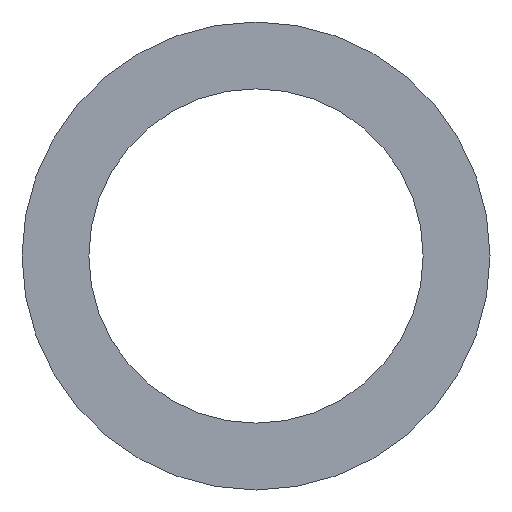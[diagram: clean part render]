
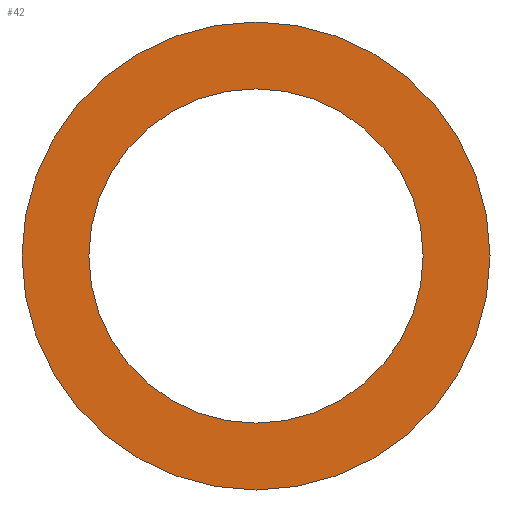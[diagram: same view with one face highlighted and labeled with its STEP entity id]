
A CAD part, front view. The second image highlights one B-rep face of the part: STEP entity #42.
In plain terms, the highlighted planar face has unit normal (0, -1, 0).
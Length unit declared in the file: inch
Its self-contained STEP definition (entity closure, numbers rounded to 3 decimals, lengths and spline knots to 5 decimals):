
#8 = DIRECTION ( 'NONE',  ( 0., 1., 0. ) ) ;
#9 = DIRECTION ( 'NONE',  ( 0., 1., 0. ) ) ;
#10 = DIRECTION ( 'NONE',  ( 0., 1., 0. ) ) ;
#15 = CIRCLE ( 'NONE', #93, 0.4375 ) ;
#21 = CARTESIAN_POINT ( 'NONE',  ( 0., 0., -0.3125 ) ) ;
#25 = DIRECTION ( 'NONE',  ( 0., 1., 0. ) ) ;
#30 = EDGE_CURVE ( 'NONE', #122, #72, #180, .T. ) ;
#32 = CARTESIAN_POINT ( 'NONE',  ( 0., 0., 0. ) ) ;
#41 = AXIS2_PLACEMENT_3D ( 'NONE', #116, #214, #73 ) ;
#42 = ADVANCED_FACE ( 'NONE', ( #196, #55 ), #162, .F. ) ;
#54 = ORIENTED_EDGE ( 'NONE', *, *, #223, .F. ) ;
#55 = FACE_OUTER_BOUND ( 'NONE', #114, .T. ) ;
#62 = EDGE_CURVE ( 'NONE', #72, #122, #205, .T. ) ;
#72 = VERTEX_POINT ( 'NONE', #21 ) ;
#73 = DIRECTION ( 'NONE',  ( 0., 0., 1. ) ) ;
#78 = AXIS2_PLACEMENT_3D ( 'NONE', #218, #9, #105 ) ;
#93 = AXIS2_PLACEMENT_3D ( 'NONE', #219, #25, #184 ) ;
#105 = DIRECTION ( 'NONE',  ( 0., 0., 1. ) ) ;
#114 = EDGE_LOOP ( 'NONE', ( #193, #54 ) ) ;
#116 = CARTESIAN_POINT ( 'NONE',  ( 0., 0., 0. ) ) ;
#121 = AXIS2_PLACEMENT_3D ( 'NONE', #129, #10, #153 ) ;
#122 = VERTEX_POINT ( 'NONE', #206 ) ;
#129 = CARTESIAN_POINT ( 'NONE',  ( 0., 0., 0. ) ) ;
#130 = VERTEX_POINT ( 'NONE', #186 ) ;
#131 = CARTESIAN_POINT ( 'NONE',  ( 0., 0., -0.4375 ) ) ;
#151 = EDGE_CURVE ( 'NONE', #244, #130, #15, .T. ) ;
#153 = DIRECTION ( 'NONE',  ( 0., 0., 1. ) ) ;
#155 = CIRCLE ( 'NONE', #121, 0.4375 ) ;
#162 = PLANE ( 'NONE',  #78 ) ;
#179 = ORIENTED_EDGE ( 'NONE', *, *, #30, .T. ) ;
#180 = CIRCLE ( 'NONE', #41, 0.3125 ) ;
#184 = DIRECTION ( 'NONE',  ( 0., 0., 1. ) ) ;
#186 = CARTESIAN_POINT ( 'NONE',  ( 0., 0., 0.4375 ) ) ;
#189 = DIRECTION ( 'NONE',  ( 0., 0., 1. ) ) ;
#193 = ORIENTED_EDGE ( 'NONE', *, *, #151, .F. ) ;
#196 = FACE_BOUND ( 'NONE', #202, .T. ) ;
#202 = EDGE_LOOP ( 'NONE', ( #179, #237 ) ) ;
#205 = CIRCLE ( 'NONE', #230, 0.3125 ) ;
#206 = CARTESIAN_POINT ( 'NONE',  ( 0., 0., 0.3125 ) ) ;
#214 = DIRECTION ( 'NONE',  ( 0., 1., 0. ) ) ;
#218 = CARTESIAN_POINT ( 'NONE',  ( 0., 0., 0. ) ) ;
#219 = CARTESIAN_POINT ( 'NONE',  ( 0., 0., 0. ) ) ;
#223 = EDGE_CURVE ( 'NONE', #130, #244, #155, .T. ) ;
#230 = AXIS2_PLACEMENT_3D ( 'NONE', #32, #8, #189 ) ;
#237 = ORIENTED_EDGE ( 'NONE', *, *, #62, .T. ) ;
#244 = VERTEX_POINT ( 'NONE', #131 ) ;
